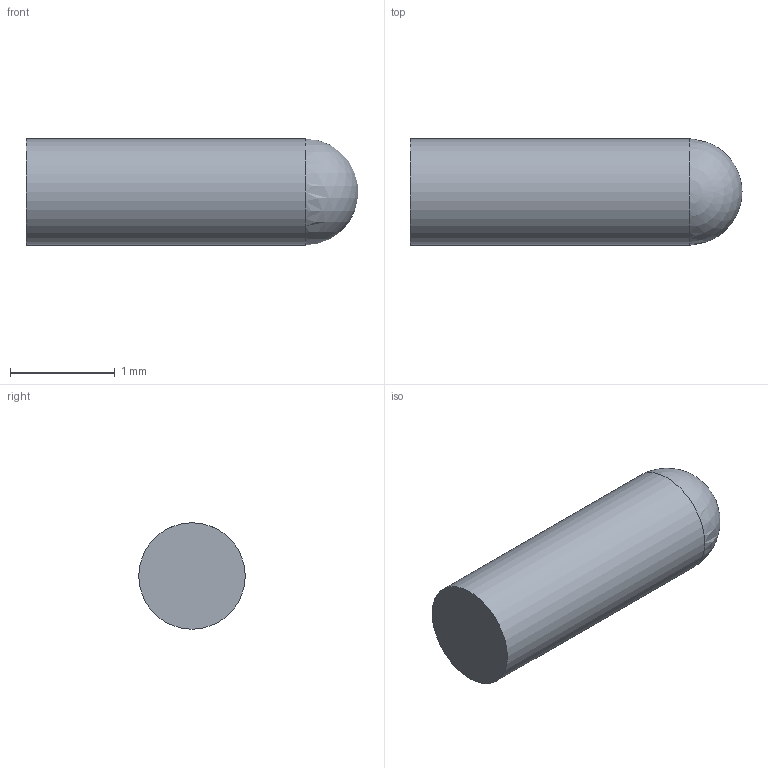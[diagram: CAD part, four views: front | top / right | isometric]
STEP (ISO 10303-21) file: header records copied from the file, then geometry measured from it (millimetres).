
FILE_DESCRIPTION(/* description */ (''),/* implementation_level */ '2;1');
FILE_NAME(/* name */ '827-7362-103',/* time_stamp */ '2000-05-10T14:54:17-05:00',/* author */ (''),/* organization */ (''),/* preprocessor_version */ 'ST-DEVELOPER 1.6',/* originating_system */ 'UNIGRAPHICS SOLUTIONS - UNIGRAPHICS 15.0',/* authorisation */ '');
FILE_SCHEMA (('CONFIG_CONTROL_DESIGN'));
Length unit declared in the file: inch
Products named in the file (1): rwhe54ca00nb
Bounding box: 3.17 x 1.02 x 1.02 mm (x, y, z)
Volume: 2.4 mm3; surface area: 10.9 mm2
Topology: 1 solids, 1 shells, 3 faces, 6 edges, 3 vertices
Faces by surface type: plane 1, cylinder 1, sphere 1
Full cylindrical faces by diameter (mm): 1.016 x1
Entity records: 142 total; most frequent: DIRECTION 12, CARTESIAN_POINT 8, ORGANIZATION 7, PERSON_AND_ORGANIZATION 7, AXIS2_PLACEMENT_3D 6, CALENDAR_DATE 5, COORDINATED_UNIVERSAL_TIME_OFFSET 5, LOCAL_TIME 5
